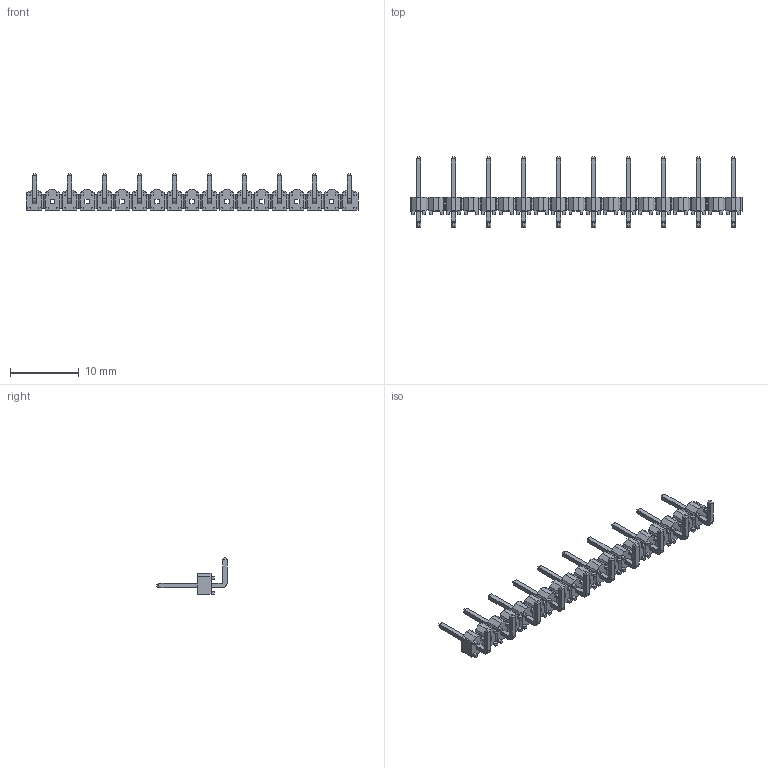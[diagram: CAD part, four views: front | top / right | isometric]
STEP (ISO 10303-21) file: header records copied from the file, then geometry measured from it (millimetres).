
FILE_DESCRIPTION(/* description */ ('STEP AP214'),/* implementation_level */ '2;1');
FILE_NAME(/* name */ 'HTSW-210-08-T-S-RA',/* time_stamp */ '2025-03-22T00:46:05+01:00',/* author */ ('License CC BY-ND 4.0'),/* organization */ ('CADENAS'),/* preprocessor_version */ 'ST-DEVELOPER v19.3',/* originating_system */ 'PARTsolutions',/* authorisation */ ' ');
FILE_SCHEMA (('AUTOMOTIVE_DESIGN {1 0 10303 214 3 1 1}'));
Length unit declared in the file: inch
Products named in the file (4): HTSW-210-08-T-S-RA; HTSW-210-08-T-S-RA_body; T-1S6-08-HTSW-2--08-10--T-RA-S; T-1S6-08-HTSW-2--08-10--T-RA-S2
Assembly tree (3 placements, depth 2):
  HTSW-210-08-T-S-RA
    HTSW-210-08-T-S-RA_body
    T-1S6-08-HTSW-2--08-10--T-RA-S
    T-1S6-08-HTSW-2--08-10--T-RA-S2
Bounding box: 48.26 x 10.22 x 5.33 mm (x, y, z)
Volume: 317.6 mm3; surface area: 1266.3 mm2
Topology: 3 solids, 3 shells, 1056 faces, 2716 edges, 1688 vertices
Faces by surface type: plane 1036, cylinder 20
Entity records: 31188 total; most frequent: CARTESIAN_POINT 5464, ORIENTED_EDGE 5432, DIRECTION 4876, EDGE_CURVE 2716, LINE 2676, VECTOR 2676, VERTEX_POINT 1688, EDGE_LOOP 1152
